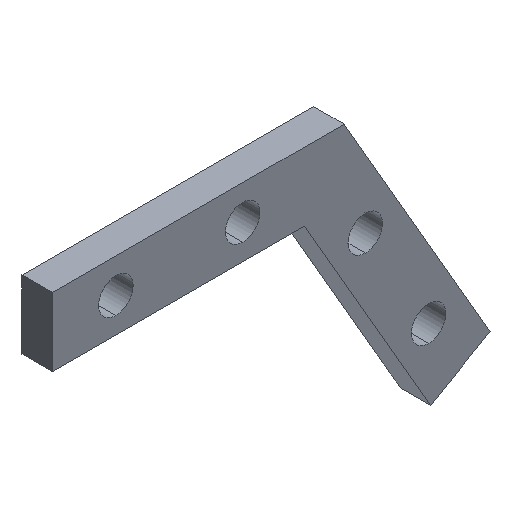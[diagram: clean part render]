
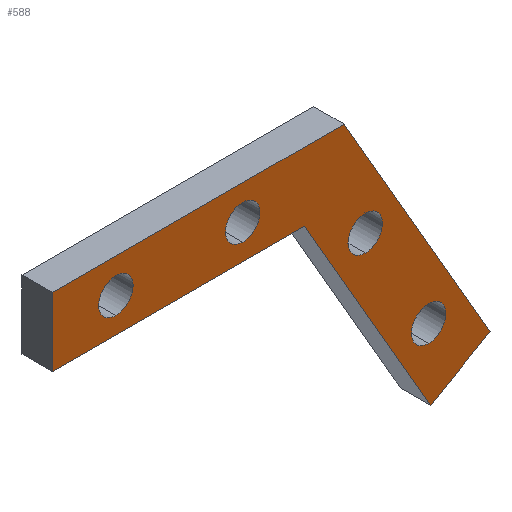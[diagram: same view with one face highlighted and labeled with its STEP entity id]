
A CAD part, isometric view. The second image highlights one B-rep face of the part: STEP entity #588.
In plain terms, the highlighted planar face has unit normal (0, -1, 0).
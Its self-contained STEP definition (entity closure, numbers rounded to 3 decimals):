
#1 = DIRECTION ( 'NONE',  ( 0., 0., 1. ) ) ;
#2 = DIRECTION ( 'NONE',  ( 0., 1., 0. ) ) ;
#3 = CARTESIAN_POINT ( 'NONE',  ( 16.654, 0., -42.346 ) ) ;
#4 = AXIS2_PLACEMENT_3D ( 'NONE', #3, #2, #1 ) ;
#5 = CIRCLE ( 'NONE', #22, 3.4 ) ;
#11 = CIRCLE ( 'NONE', #4, 3.4 ) ;
#15 = LINE ( 'NONE', #81, #24 ) ;
#19 = DIRECTION ( 'NONE',  ( 0., 0., 1. ) ) ;
#20 = DIRECTION ( 'NONE',  ( 0., 1., 0. ) ) ;
#21 = CARTESIAN_POINT ( 'NONE',  ( -45., 0., -6.75 ) ) ;
#22 = AXIS2_PLACEMENT_3D ( 'NONE', #21, #20, #19 ) ;
#23 = DIRECTION ( 'NONE',  ( 0., 0., 1. ) ) ;
#24 = VECTOR ( 'NONE', #23, 1000. ) ;
#29 = EDGE_CURVE ( 'NONE', #561, #555, #11, .T. ) ;
#32 = EDGE_LOOP ( 'NONE', ( #42, #59, #65, #61, #543, #70 ) ) ;
#33 = EDGE_CURVE ( 'NONE', #50, #51, #5, .T. ) ;
#39 = VERTEX_POINT ( 'NONE', #83 ) ;
#42 = ORIENTED_EDGE ( 'NONE', *, *, #525, .F. ) ;
#49 = ORIENTED_EDGE ( 'NONE', *, *, #565, .T. ) ;
#50 = VERTEX_POINT ( 'NONE', #141 ) ;
#51 = VERTEX_POINT ( 'NONE', #140 ) ;
#54 = VERTEX_POINT ( 'NONE', #192 ) ;
#58 = EDGE_LOOP ( 'NONE', ( #92, #49 ) ) ;
#59 = ORIENTED_EDGE ( 'NONE', *, *, #527, .F. ) ;
#61 = ORIENTED_EDGE ( 'NONE', *, *, #466, .F. ) ;
#65 = ORIENTED_EDGE ( 'NONE', *, *, #504, .F. ) ;
#70 = ORIENTED_EDGE ( 'NONE', *, *, #471, .F. ) ;
#77 = EDGE_CURVE ( 'NONE', #39, #54, #214, .T. ) ;
#80 = EDGE_CURVE ( 'NONE', #479, #507, #127, .T. ) ;
#81 = CARTESIAN_POINT ( 'NONE',  ( -57.5, 0., 0. ) ) ;
#83 = CARTESIAN_POINT ( 'NONE',  ( -20., 0., -10.15 ) ) ;
#92 = ORIENTED_EDGE ( 'NONE', *, *, #29, .T. ) ;
#109 = CARTESIAN_POINT ( 'NONE',  ( 4.154, 0., -17.296 ) ) ;
#116 = CARTESIAN_POINT ( 'NONE',  ( -57.5, 0., -13.5 ) ) ;
#117 = CARTESIAN_POINT ( 'NONE',  ( 0., 0., 0. ) ) ;
#118 = VECTOR ( 'NONE', #209, 1000. ) ;
#121 = CARTESIAN_POINT ( 'NONE',  ( 4.154, 0., -20.696 ) ) ;
#122 = AXIS2_PLACEMENT_3D ( 'NONE', #121, #194, #193 ) ;
#126 = DIRECTION ( 'NONE',  ( 0., 1., 0. ) ) ;
#127 = CIRCLE ( 'NONE', #122, 3.4 ) ;
#128 = VECTOR ( 'NONE', #144, 1000. ) ;
#129 = CARTESIAN_POINT ( 'NONE',  ( 17.059, 0., -56.546 ) ) ;
#130 = LINE ( 'NONE', #129, #128 ) ;
#140 = CARTESIAN_POINT ( 'NONE',  ( -45., 0., -3.35 ) ) ;
#141 = CARTESIAN_POINT ( 'NONE',  ( -45., 0., -10.15 ) ) ;
#144 = DIRECTION ( 'NONE',  ( -0.866, 0., -0.5 ) ) ;
#163 = DIRECTION ( 'NONE',  ( 0., 0., 1. ) ) ;
#164 = DIRECTION ( 'NONE',  ( 0., 1., 0. ) ) ;
#165 = CARTESIAN_POINT ( 'NONE',  ( 4.154, 0., -20.696 ) ) ;
#166 = AXIS2_PLACEMENT_3D ( 'NONE', #165, #164, #163 ) ;
#173 = CARTESIAN_POINT ( 'NONE',  ( 28.75, 0., -49.796 ) ) ;
#180 = CIRCLE ( 'NONE', #166, 3.4 ) ;
#192 = CARTESIAN_POINT ( 'NONE',  ( -20., 0., -3.35 ) ) ;
#193 = DIRECTION ( 'NONE',  ( 0., 0., 1. ) ) ;
#194 = DIRECTION ( 'NONE',  ( 0., 1., 0. ) ) ;
#209 = DIRECTION ( 'NONE',  ( -1., 0., 0. ) ) ;
#212 = CARTESIAN_POINT ( 'NONE',  ( -20., 0., -6.75 ) ) ;
#213 = AXIS2_PLACEMENT_3D ( 'NONE', #212, #126, #227 ) ;
#214 = CIRCLE ( 'NONE', #213, 3.4 ) ;
#226 = LINE ( 'NONE', #116, #118 ) ;
#227 = DIRECTION ( 'NONE',  ( 0., 0., 1. ) ) ;
#235 = DIRECTION ( 'NONE',  ( -0.5, 0., 0.866 ) ) ;
#236 = CARTESIAN_POINT ( 'NONE',  ( -7.794, 0., -13.5 ) ) ;
#244 = FACE_BOUND ( 'NONE', #550, .T. ) ;
#248 = CARTESIAN_POINT ( 'NONE',  ( 17.059, 0., -56.546 ) ) ;
#253 = VECTOR ( 'NONE', #235, 1000. ) ;
#254 = CARTESIAN_POINT ( 'NONE',  ( 4.154, 0., -24.096 ) ) ;
#255 = LINE ( 'NONE', #236, #253 ) ;
#262 = DIRECTION ( 'NONE',  ( 0.5, 0., -0.866 ) ) ;
#263 = VECTOR ( 'NONE', #262, 1000. ) ;
#264 = CARTESIAN_POINT ( 'NONE',  ( 28.75, 0., -49.796 ) ) ;
#265 = DIRECTION ( 'NONE',  ( 1., 0., 0. ) ) ;
#266 = VECTOR ( 'NONE', #265, 1000. ) ;
#267 = CARTESIAN_POINT ( 'NONE',  ( 0., 0., 0. ) ) ;
#268 = CARTESIAN_POINT ( 'NONE',  ( -7.794, 0., -13.5 ) ) ;
#276 = LINE ( 'NONE', #267, #266 ) ;
#281 = FACE_BOUND ( 'NONE', #590, .T. ) ;
#284 = CARTESIAN_POINT ( 'NONE',  ( 16.654, 0., -45.746 ) ) ;
#296 = CARTESIAN_POINT ( 'NONE',  ( -57.5, 0., -13.5 ) ) ;
#299 = LINE ( 'NONE', #264, #263 ) ;
#309 = FACE_BOUND ( 'NONE', #587, .T. ) ;
#311 = CARTESIAN_POINT ( 'NONE',  ( 16.654, 0., -38.946 ) ) ;
#314 = FACE_BOUND ( 'NONE', #58, .T. ) ;
#315 = CARTESIAN_POINT ( 'NONE',  ( -57.5, 0., 0. ) ) ;
#328 = FACE_OUTER_BOUND ( 'NONE', #32, .T. ) ;
#330 = CARTESIAN_POINT ( 'NONE',  ( 16.654, 0., -42.346 ) ) ;
#331 = DIRECTION ( 'NONE',  ( 0., 0., 1. ) ) ;
#335 = CARTESIAN_POINT ( 'NONE',  ( -20., 0., -6.75 ) ) ;
#337 = CIRCLE ( 'NONE', #354, 3.4 ) ;
#338 = DIRECTION ( 'NONE',  ( 0., 0., 1. ) ) ;
#341 = DIRECTION ( 'NONE',  ( 0., 0., 1. ) ) ;
#342 = DIRECTION ( 'NONE',  ( 0., 1., 0. ) ) ;
#343 = AXIS2_PLACEMENT_3D ( 'NONE', #335, #342, #341 ) ;
#345 = CIRCLE ( 'NONE', #361, 3.4 ) ;
#351 = CIRCLE ( 'NONE', #343, 3.4 ) ;
#352 = DIRECTION ( 'NONE',  ( 0., 1., 0. ) ) ;
#353 = CARTESIAN_POINT ( 'NONE',  ( -45., 0., -6.75 ) ) ;
#354 = AXIS2_PLACEMENT_3D ( 'NONE', #353, #352, #338 ) ;
#361 = AXIS2_PLACEMENT_3D ( 'NONE', #330, #362, #331 ) ;
#362 = DIRECTION ( 'NONE',  ( 0., 1., 0. ) ) ;
#368 = PLANE ( 'NONE',  #386 ) ;
#369 = CARTESIAN_POINT ( 'NONE',  ( 28.75, 0., -49.796 ) ) ;
#377 = DIRECTION ( 'NONE',  ( 0., 1., 0. ) ) ;
#378 = DIRECTION ( 'NONE',  ( 0., 0., 1. ) ) ;
#386 = AXIS2_PLACEMENT_3D ( 'NONE', #369, #377, #378 ) ;
#464 = VERTEX_POINT ( 'NONE', #117 ) ;
#466 = EDGE_CURVE ( 'NONE', #559, #554, #226, .T. ) ;
#471 = EDGE_CURVE ( 'NONE', #491, #506, #130, .T. ) ;
#479 = VERTEX_POINT ( 'NONE', #109 ) ;
#491 = VERTEX_POINT ( 'NONE', #173 ) ;
#497 = EDGE_CURVE ( 'NONE', #507, #479, #180, .T. ) ;
#504 = EDGE_CURVE ( 'NONE', #554, #564, #15, .T. ) ;
#506 = VERTEX_POINT ( 'NONE', #248 ) ;
#507 = VERTEX_POINT ( 'NONE', #254 ) ;
#508 = ORIENTED_EDGE ( 'NONE', *, *, #581, .T. ) ;
#525 = EDGE_CURVE ( 'NONE', #464, #491, #299, .T. ) ;
#527 = EDGE_CURVE ( 'NONE', #564, #464, #276, .T. ) ;
#542 = ORIENTED_EDGE ( 'NONE', *, *, #497, .T. ) ;
#543 = ORIENTED_EDGE ( 'NONE', *, *, #558, .F. ) ;
#550 = EDGE_LOOP ( 'NONE', ( #508, #589 ) ) ;
#554 = VERTEX_POINT ( 'NONE', #296 ) ;
#555 = VERTEX_POINT ( 'NONE', #284 ) ;
#558 = EDGE_CURVE ( 'NONE', #506, #559, #255, .T. ) ;
#559 = VERTEX_POINT ( 'NONE', #268 ) ;
#561 = VERTEX_POINT ( 'NONE', #311 ) ;
#564 = VERTEX_POINT ( 'NONE', #315 ) ;
#565 = EDGE_CURVE ( 'NONE', #555, #561, #345, .T. ) ;
#576 = ORIENTED_EDGE ( 'NONE', *, *, #80, .T. ) ;
#579 = EDGE_CURVE ( 'NONE', #54, #39, #351, .T. ) ;
#580 = ORIENTED_EDGE ( 'NONE', *, *, #579, .T. ) ;
#581 = EDGE_CURVE ( 'NONE', #51, #50, #337, .T. ) ;
#583 = ORIENTED_EDGE ( 'NONE', *, *, #77, .T. ) ;
#587 = EDGE_LOOP ( 'NONE', ( #576, #542 ) ) ;
#588 = ADVANCED_FACE ( 'NONE', ( #244, #281, #309, #314, #328 ), #368, .F. ) ;
#589 = ORIENTED_EDGE ( 'NONE', *, *, #33, .T. ) ;
#590 = EDGE_LOOP ( 'NONE', ( #580, #583 ) ) ;
